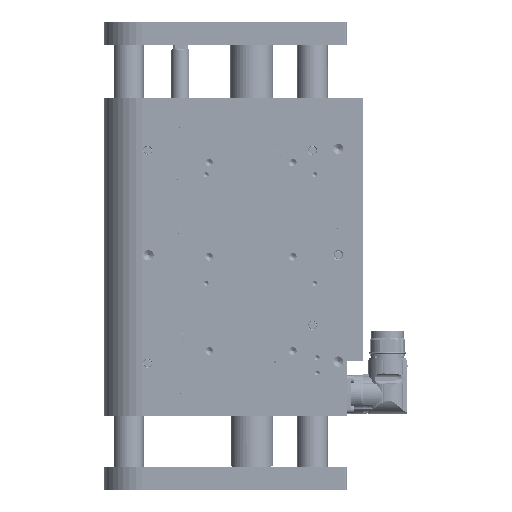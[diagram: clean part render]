
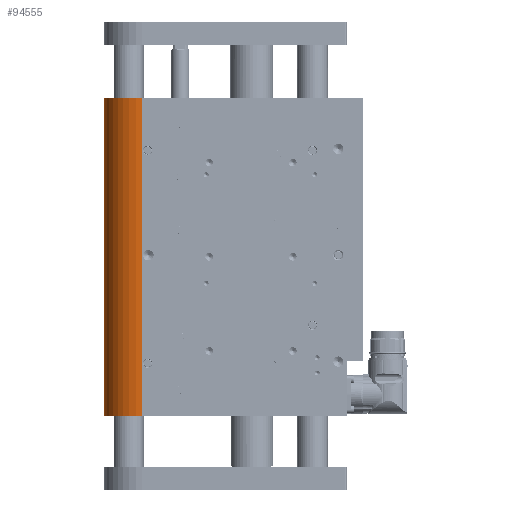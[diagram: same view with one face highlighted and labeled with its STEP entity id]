
A CAD part, left-side view. The second image highlights one B-rep face of the part: STEP entity #94555.
In plain terms, the highlighted cylindrical face has radius 25 mm (diameter 50 mm), a partial arc.
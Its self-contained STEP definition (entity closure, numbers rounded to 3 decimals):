
#1582 = ORIENTED_EDGE ( 'NONE', *, *, #106736, .F. ) ;
#2968 = CARTESIAN_POINT ( 'NONE',  ( 0., 72., 0. ) ) ;
#6489 = VERTEX_POINT ( 'NONE', #139439 ) ;
#7441 = EDGE_CURVE ( 'NONE', #67167, #6489, #65660, .T. ) ;
#14406 = EDGE_CURVE ( 'NONE', #6489, #94399, #108854, .T. ) ;
#16685 = AXIS2_PLACEMENT_3D ( 'NONE', #127182, #128046, #59693 ) ;
#20662 = CARTESIAN_POINT ( 'NONE',  ( 25., 72., 209. ) ) ;
#34606 = ORIENTED_EDGE ( 'NONE', *, *, #52379, .F. ) ;
#37080 = DIRECTION ( 'NONE',  ( -1., 0., 0. ) ) ;
#37689 = CARTESIAN_POINT ( 'NONE',  ( -25., 72., 209. ) ) ;
#38833 = CYLINDRICAL_SURFACE ( 'NONE', #63651, 25. ) ;
#45153 = CARTESIAN_POINT ( 'NONE',  ( -25., 72., 209. ) ) ;
#49227 = VECTOR ( 'NONE', #145240, 1000. ) ;
#52178 = CARTESIAN_POINT ( 'NONE',  ( 0., 72., 209. ) ) ;
#52379 = EDGE_CURVE ( 'NONE', #67167, #161856, #169978, .T. ) ;
#59693 = DIRECTION ( 'NONE',  ( 1., 0., 0. ) ) ;
#63651 = AXIS2_PLACEMENT_3D ( 'NONE', #52178, #172227, #37080 ) ;
#64417 = ORIENTED_EDGE ( 'NONE', *, *, #14406, .T. ) ;
#65660 = LINE ( 'NONE', #148227, #133146 ) ;
#67167 = VERTEX_POINT ( 'NONE', #20662 ) ;
#84824 = DIRECTION ( 'NONE',  ( 0., 0., 1. ) ) ;
#94399 = VERTEX_POINT ( 'NONE', #131253 ) ;
#94555 = ADVANCED_FACE ( 'NONE', ( #117974 ), #38833, .T. ) ;
#96570 = ORIENTED_EDGE ( 'NONE', *, *, #7441, .T. ) ;
#106736 = EDGE_CURVE ( 'NONE', #161856, #94399, #131000, .T. ) ;
#108854 = CIRCLE ( 'NONE', #137164, 25. ) ;
#111403 = DIRECTION ( 'NONE',  ( 1., 0., 0. ) ) ;
#117974 = FACE_OUTER_BOUND ( 'NONE', #150446, .T. ) ;
#119821 = DIRECTION ( 'NONE',  ( 0., 0., -1. ) ) ;
#127182 = CARTESIAN_POINT ( 'NONE',  ( 0., 72., 209. ) ) ;
#128046 = DIRECTION ( 'NONE',  ( 0., 0., 1. ) ) ;
#131000 = LINE ( 'NONE', #37689, #49227 ) ;
#131253 = CARTESIAN_POINT ( 'NONE',  ( -25., 72., 0. ) ) ;
#133146 = VECTOR ( 'NONE', #119821, 1000. ) ;
#137164 = AXIS2_PLACEMENT_3D ( 'NONE', #2968, #84824, #111403 ) ;
#139439 = CARTESIAN_POINT ( 'NONE',  ( 25., 72., 0. ) ) ;
#145240 = DIRECTION ( 'NONE',  ( 0., 0., -1. ) ) ;
#148227 = CARTESIAN_POINT ( 'NONE',  ( 25., 72., 209. ) ) ;
#150446 = EDGE_LOOP ( 'NONE', ( #64417, #1582, #34606, #96570 ) ) ;
#161856 = VERTEX_POINT ( 'NONE', #45153 ) ;
#169978 = CIRCLE ( 'NONE', #16685, 25. ) ;
#172227 = DIRECTION ( 'NONE',  ( 0., 0., -1. ) ) ;
